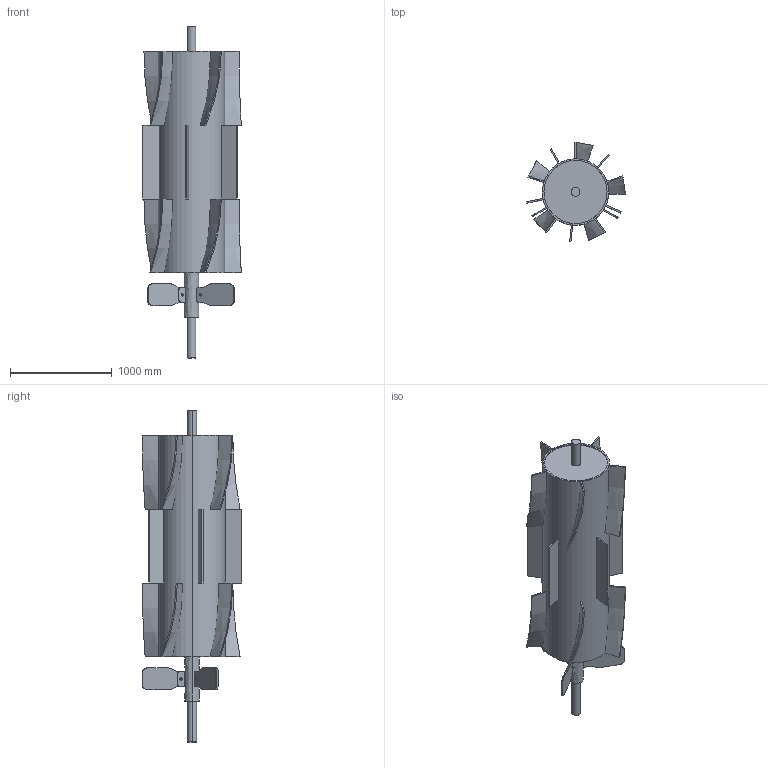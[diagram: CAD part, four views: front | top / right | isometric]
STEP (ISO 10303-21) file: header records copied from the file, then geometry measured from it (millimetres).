
FILE_DESCRIPTION(('FreeCAD Model'),'2;1');
FILE_NAME('Open CASCADE Shape Model','2025-05-09T17:57:27',('FreeCAD'),( 'FreeCAD'),'Open CASCADE STEP processor 7.6','FreeCAD','Unknown');
FILE_SCHEMA(('AUTOMOTIVE_DESIGN { 1 0 10303 214 1 1 1 1 }'));
Length unit declared in the file: millimetre
Products named in the file (1): Open CASCADE STEP translator 7.6 1
Bounding box: 967.8 x 975.2 x 3257.3 mm (x, y, z)
Volume: 124320938.9 mm3; surface area: 15685625 mm2
Topology: 20 solids, 20 shells, 226 faces, 528 edges, 352 vertices
Faces by surface type: bspline 226
Entity records: 6685 total; most frequent: CARTESIAN_POINT 3495, ORIENTED_EDGE 1056, EDGE_CURVE 528, VERTEX_POINT 352, B_SPLINE_CURVE_WITH_KNOTS 332, FACE_BOUND 250, EDGE_LOOP 250, ADVANCED_FACE 226
